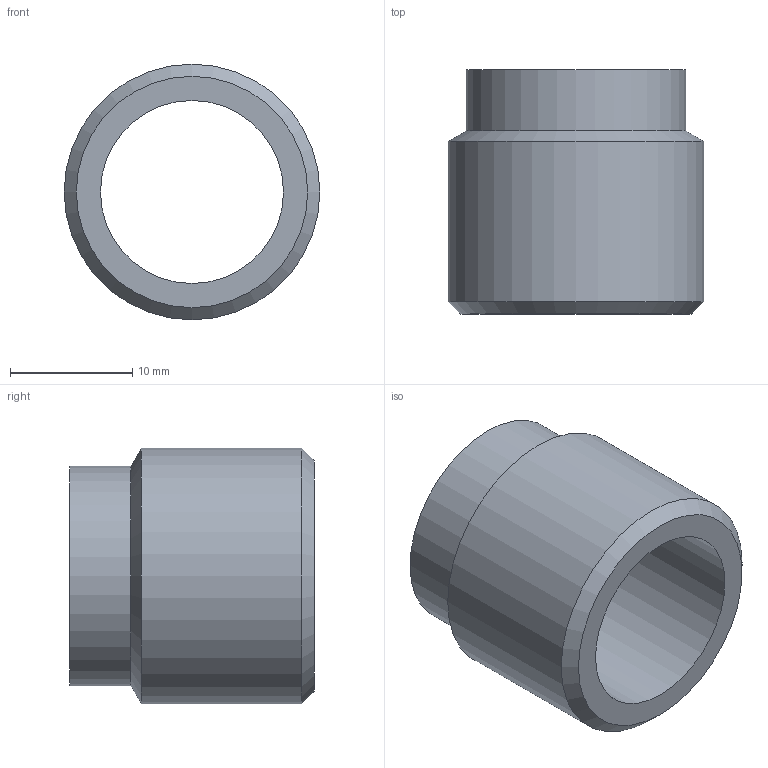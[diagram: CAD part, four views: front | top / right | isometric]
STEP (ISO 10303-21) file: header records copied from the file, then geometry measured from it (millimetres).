
FILE_DESCRIPTION(/* description */ ('Anschw.-Nippel G2 1/2"'),/* implementation_level */ '2;1');
FILE_NAME(/* name */ 'Anschweißnippel G2 1_2 ZOLL.stp',/* time_stamp */ '2017-05-23T08:19:23+02:00',/* author */ ('neum'),/* organization */ (''),/* preprocessor_version */ 'ST-DEVELOPER v15.2',/* originating_system */ 'Autodesk Inventor 2014',/* authorisation */ '');
FILE_SCHEMA (('AUTOMOTIVE_DESIGN { 1 0 10303 214 3 1 1 }'));
Length unit declared in the file: millimetre
Products named in the file (1): 1012600001210
Bounding box: 20.95 x 20 x 20.95 mm (x, y, z)
Volume: 2839.8 mm3; surface area: 2467 mm2
Topology: 1 solids, 1 shells, 7 faces, 12 edges, 7 vertices
Faces by surface type: cylinder 3, cone 2, plane 2
Full cylindrical faces by diameter (mm): 15 x1, 18 x1, 20.955 x1
Entity records: 179 total; most frequent: DIRECTION 30, CARTESIAN_POINT 22, AXIS2_PLACEMENT_3D 15, EDGE_LOOP 14, ORIENTED_EDGE 14, FACE_BOUND 9, STYLED_ITEM 8, CIRCLE 7
